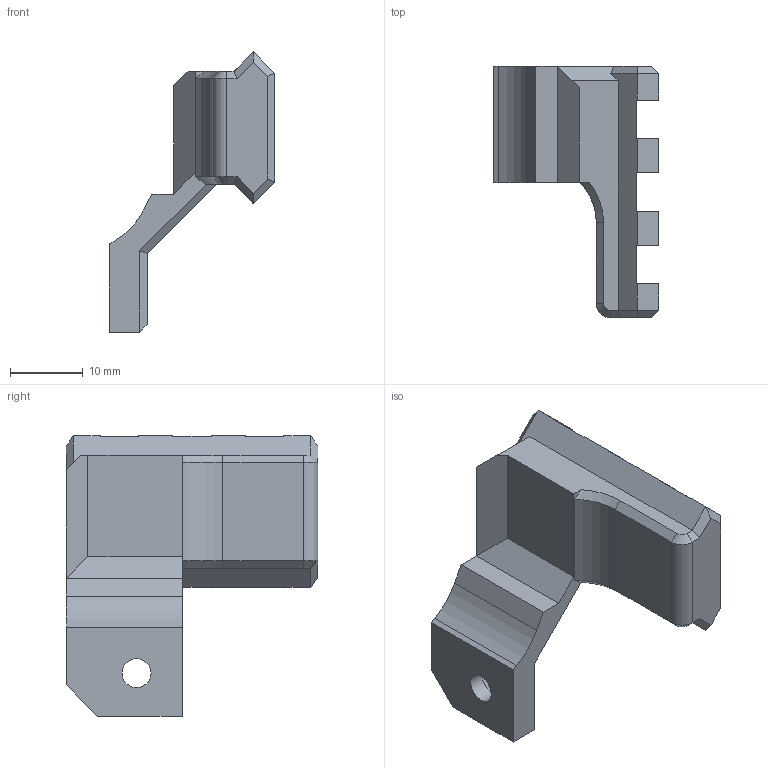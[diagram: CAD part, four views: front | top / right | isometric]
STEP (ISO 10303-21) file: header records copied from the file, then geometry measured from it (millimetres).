
FILE_DESCRIPTION(('HOOPS Exchange Step'),'2;1');
FILE_NAME('temp_export','2023-01-25T00:48:09-15:00',('mobile'),('Shapr3D Limited'),'HOOPS Exchange 2022.2','Shapr3D','Authorized');
FILE_SCHEMA( ('AUTOMOTIVE_DESIGN { 1 0 10303 214 1 1 1 1 }') );
Length unit declared in the file: millimetre
Products named in the file (1): SR-R
Bounding box: 22.8 x 34.7 x 38.65 mm (x, y, z)
Volume: 6531.5 mm3; surface area: 3600.6 mm2
Topology: 1 solids, 1 shells, 76 faces, 199 edges, 126 vertices
Faces by surface type: plane 68, cylinder 4, cone 4
Full cylindrical faces by diameter (mm): 4 x1
Entity records: 2318 total; most frequent: CARTESIAN_POINT 408, ORIENTED_EDGE 398, DIRECTION 365, EDGE_CURVE 199, VECTOR 183, LINE 183, VERTEX_POINT 126, AXIS2_PLACEMENT_3D 91
